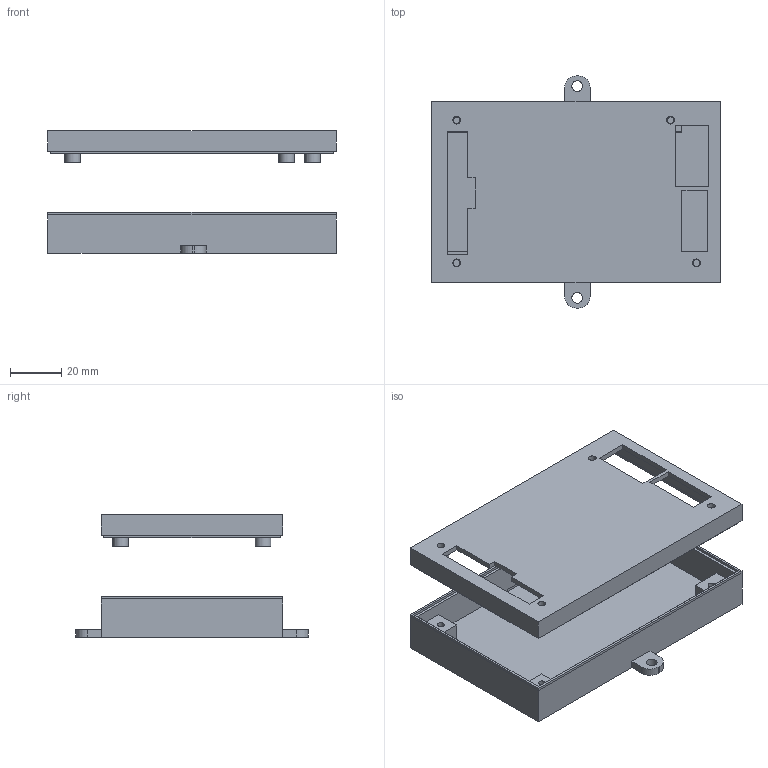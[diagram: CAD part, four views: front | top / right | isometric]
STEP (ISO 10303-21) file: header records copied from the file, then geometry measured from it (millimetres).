
FILE_DESCRIPTION(('FreeCAD Model'),'2;1');
FILE_NAME('Open CASCADE Shape Model','2023-07-02T16:52:38',(''),(''), 'Open CASCADE STEP processor 7.6','FreeCAD','Unknown');
FILE_SCHEMA(('AUTOMOTIVE_DESIGN { 1 0 10303 214 1 1 1 1 }'));
Length unit declared in the file: millimetre
Products named in the file (3): Flying_ADC_BMS; CaseTop; CaseBottom
Assembly tree (2 placements, depth 2):
  Flying_ADC_BMS
    CaseTop
    CaseBottom
Bounding box: 113 x 91 x 48 mm (x, y, z)
Volume: 49259 mm3; surface area: 49352.3 mm2
Topology: 2 solids, 2 shells, 116 faces, 291 edges, 190 vertices
Faces by surface type: plane 94, cylinder 22
Full cylindrical faces by diameter (mm): 2.6 x4, 3 x8, 4.2 x2, 6 x4
Entity records: 3523 total; most frequent: CARTESIAN_POINT 600, ORIENTED_EDGE 582, DIRECTION 571, EDGE_CURVE 291, LINE 249, VECTOR 249, VERTEX_POINT 190, AXIS2_PLACEMENT_3D 161
